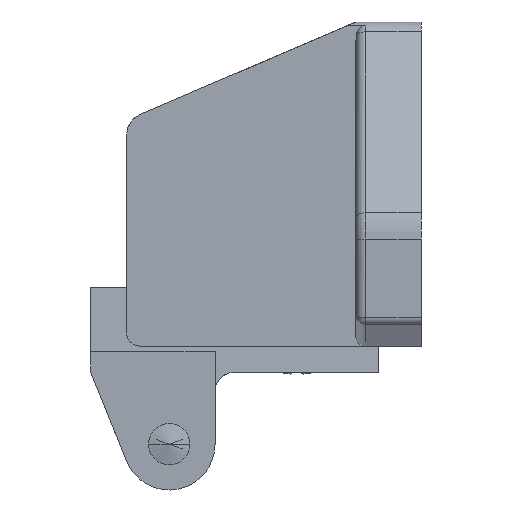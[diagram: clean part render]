
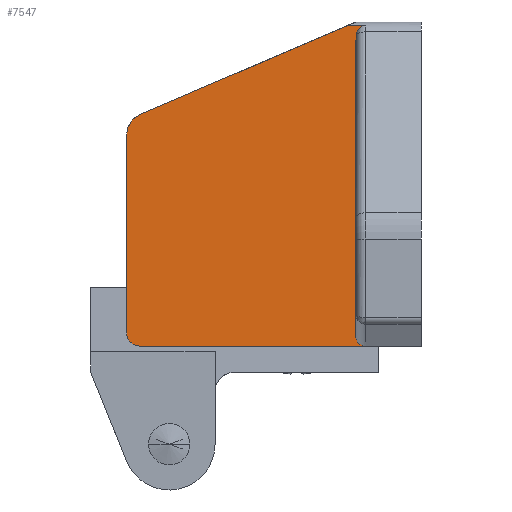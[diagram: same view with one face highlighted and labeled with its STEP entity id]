
A CAD part, left-side view. The second image highlights one B-rep face of the part: STEP entity #7547.
In plain terms, the highlighted planar face has unit normal (-1, 0, 0).
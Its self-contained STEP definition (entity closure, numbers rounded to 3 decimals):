
#1226 = ORIENTED_EDGE ( 'NONE', *, *, #9063, .F. ) ;
#1231 = ORIENTED_EDGE ( 'NONE', *, *, #9057, .F. ) ;
#1238 = ORIENTED_EDGE ( 'NONE', *, *, #9044, .T. ) ;
#1242 = ORIENTED_EDGE ( 'NONE', *, *, #9043, .T. ) ;
#1254 = ORIENTED_EDGE ( 'NONE', *, *, #7882, .T. ) ;
#1258 = ORIENTED_EDGE ( 'NONE', *, *, #9053, .T. ) ;
#1267 = ORIENTED_EDGE ( 'NONE', *, *, #9040, .T. ) ;
#1268 = ORIENTED_EDGE ( 'NONE', *, *, #9046, .F. ) ;
#1276 = ORIENTED_EDGE ( 'NONE', *, *, #7905, .T. ) ;
#1304 = ORIENTED_EDGE ( 'NONE', *, *, #7903, .T. ) ;
#1467 = CARTESIAN_POINT ( 'NONE',  ( -18., 45., -7.808 ) ) ;
#1498 = CARTESIAN_POINT ( 'NONE',  ( -18., 45., -38. ) ) ;
#1562 = CARTESIAN_POINT ( 'NONE',  ( -18., 10., -38.472 ) ) ;
#1582 = CARTESIAN_POINT ( 'NONE',  ( -18., 8.5, 8.953 ) ) ;
#1610 = CARTESIAN_POINT ( 'NONE',  ( -18., 11.276, 8.953 ) ) ;
#1626 = CARTESIAN_POINT ( 'NONE',  ( -18., 8.5, -40. ) ) ;
#1757 = CARTESIAN_POINT ( 'NONE',  ( -18., 43., -40. ) ) ;
#1780 = CARTESIAN_POINT ( 'NONE',  ( -18., 9.915, 7.503 ) ) ;
#1854 = CARTESIAN_POINT ( 'NONE',  ( -18., 10., 6.513 ) ) ;
#1871 = CARTESIAN_POINT ( 'NONE',  ( -18., 42.879, -4.591 ) ) ;
#2258 = AXIS2_PLACEMENT_3D ( 'NONE', #5475, #5479, #5480 ) ;
#2266 = AXIS2_PLACEMENT_3D ( 'NONE', #5458, #5468, #5469 ) ;
#2267 = VECTOR ( 'NONE', #5487, 1000. ) ;
#2294 = VECTOR ( 'NONE', #5530, 1000. ) ;
#2305 = VECTOR ( 'NONE', #5478, 1000. ) ;
#2390 = VECTOR ( 'NONE', #5547, 1000. ) ;
#2428 = PLANE ( 'NONE',  #7189 ) ;
#2429 = CARTESIAN_POINT ( 'NONE',  ( -18., 0., -40. ) ) ;
#2430 = DIRECTION ( 'NONE',  ( -1., 0., 0. ) ) ;
#2431 = DIRECTION ( 'NONE',  ( 0., 0., 1. ) ) ;
#3135 = CARTESIAN_POINT ( 'NONE',  ( -18., 10., 6.513 ) ) ;
#3136 = CARTESIAN_POINT ( 'NONE',  ( -18., 10., 6.851 ) ) ;
#3137 = CARTESIAN_POINT ( 'NONE',  ( -18., 9.971, 7.184 ) ) ;
#3138 = CARTESIAN_POINT ( 'NONE',  ( -18., 9.915, 7.503 ) ) ;
#3199 = CARTESIAN_POINT ( 'NONE',  ( -18., 8.5, -40. ) ) ;
#3200 = CARTESIAN_POINT ( 'NONE',  ( -18., 9.379, -40. ) ) ;
#3201 = CARTESIAN_POINT ( 'NONE',  ( -18., 10., -39.367 ) ) ;
#3202 = CARTESIAN_POINT ( 'NONE',  ( -18., 10., -38.472 ) ) ;
#3207 = LINE ( 'NONE', #3208, #4001 ) ;
#3208 = CARTESIAN_POINT ( 'NONE',  ( -18., 10., 8.953 ) ) ;
#3209 = DIRECTION ( 'NONE',  ( 0., 1., 0. ) ) ;
#3904 = CIRCLE ( 'NONE', #2266, 3.5 ) ;
#3906 = CIRCLE ( 'NONE', #2258, 2. ) ;
#4001 = VECTOR ( 'NONE', #3209, 1000. ) ;
#4196 = VERTEX_POINT ( 'NONE', #1467 ) ;
#4227 = VERTEX_POINT ( 'NONE', #1498 ) ;
#4445 = VERTEX_POINT ( 'NONE', #1562 ) ;
#4465 = VERTEX_POINT ( 'NONE', #1582 ) ;
#4493 = VERTEX_POINT ( 'NONE', #1610 ) ;
#4509 = VERTEX_POINT ( 'NONE', #1626 ) ;
#4640 = VERTEX_POINT ( 'NONE', #1757 ) ;
#4663 = VERTEX_POINT ( 'NONE', #1780 ) ;
#4737 = VERTEX_POINT ( 'NONE', #1854 ) ;
#4754 = VERTEX_POINT ( 'NONE', #1871 ) ;
#5458 = CARTESIAN_POINT ( 'NONE',  ( -18., 41.5, -7.808 ) ) ;
#5468 = DIRECTION ( 'NONE',  ( -1., 0., 0. ) ) ;
#5469 = DIRECTION ( 'NONE',  ( 0., 0., 1. ) ) ;
#5475 = CARTESIAN_POINT ( 'NONE',  ( -18., 43., -38. ) ) ;
#5476 = LINE ( 'NONE', #5477, #2305 ) ;
#5477 = CARTESIAN_POINT ( 'NONE',  ( -18., 10., -40. ) ) ;
#5478 = DIRECTION ( 'NONE',  ( 0., -1., 0. ) ) ;
#5479 = DIRECTION ( 'NONE',  ( -1., 0., 0. ) ) ;
#5480 = DIRECTION ( 'NONE',  ( 0., 0., 1. ) ) ;
#5485 = LINE ( 'NONE', #5486, #2267 ) ;
#5486 = CARTESIAN_POINT ( 'NONE',  ( -18., 45., -40. ) ) ;
#5487 = DIRECTION ( 'NONE',  ( 0., 0., 1. ) ) ;
#5499 = CARTESIAN_POINT ( 'NONE',  ( -18., 9.915, 7.503 ) ) ;
#5506 = CARTESIAN_POINT ( 'NONE',  ( -18., 9.883, 7.685 ) ) ;
#5507 = CARTESIAN_POINT ( 'NONE',  ( -18., 9.835, 7.862 ) ) ;
#5508 = CARTESIAN_POINT ( 'NONE',  ( -18., 9.693, 8.198 ) ) ;
#5509 = CARTESIAN_POINT ( 'NONE',  ( -18., 9.596, 8.36 ) ) ;
#5510 = CARTESIAN_POINT ( 'NONE',  ( -18., 9.352, 8.635 ) ) ;
#5511 = CARTESIAN_POINT ( 'NONE',  ( -18., 9.202, 8.752 ) ) ;
#5512 = CARTESIAN_POINT ( 'NONE',  ( -18., 8.953, 8.87 ) ) ;
#5513 = CARTESIAN_POINT ( 'NONE',  ( -18., 8.864, 8.901 ) ) ;
#5514 = CARTESIAN_POINT ( 'NONE',  ( -18., 8.684, 8.943 ) ) ;
#5515 = CARTESIAN_POINT ( 'NONE',  ( -18., 8.593, 8.953 ) ) ;
#5516 = CARTESIAN_POINT ( 'NONE',  ( -18., 8.5, 8.953 ) ) ;
#5528 = LINE ( 'NONE', #5529, #2294 ) ;
#5529 = CARTESIAN_POINT ( 'NONE',  ( -18., 10., 0. ) ) ;
#5530 = DIRECTION ( 'NONE',  ( 0., 0., -1. ) ) ;
#5545 = LINE ( 'NONE', #5546, #2390 ) ;
#5546 = CARTESIAN_POINT ( 'NONE',  ( -18., 19.474, 5.44 ) ) ;
#5547 = DIRECTION ( 'NONE',  ( 0., -0.919, 0.394 ) ) ;
#6647 = EDGE_LOOP ( 'NONE', ( #1231, #1254, #1258, #1276, #1226, #1267, #1268, #1238, #1242, #1304 ) ) ;
#6773 =( BOUNDED_CURVE ( )  B_SPLINE_CURVE ( 3, ( #3135, #3136, #3137, #3138 ),
 .UNSPECIFIED., .F., .F. ) 
 B_SPLINE_CURVE_WITH_KNOTS ( ( 4, 4 ),
 ( 4.712, 5.05 ),
 .UNSPECIFIED. ) 
 CURVE ( )  GEOMETRIC_REPRESENTATION_ITEM ( )  RATIONAL_B_SPLINE_CURVE ( ( 1., 0.991, 0.991, 1. ) ) 
 REPRESENTATION_ITEM ( '' )  );
#6774 =( BOUNDED_CURVE ( )  B_SPLINE_CURVE ( 3, ( #3199, #3200, #3201, #3202 ),
 .UNSPECIFIED., .F., .F. ) 
 B_SPLINE_CURVE_WITH_KNOTS ( ( 4, 4 ),
 ( 3.142, 4.712 ),
 .UNSPECIFIED. ) 
 CURVE ( )  GEOMETRIC_REPRESENTATION_ITEM ( )  RATIONAL_B_SPLINE_CURVE ( ( 1., 0.805, 0.805, 1. ) ) 
 REPRESENTATION_ITEM ( '' )  );
#6827 = B_SPLINE_CURVE_WITH_KNOTS ( 'NONE', 3,
 ( #5499, #5506, #5507, #5508, #5509, #5510, #5511, #5512, #5513, #5514, #5515, #5516 ),
 .UNSPECIFIED., .F., .F.,
 ( 4, 2, 2, 2, 2, 4 ),
 ( 0., 0.001, 0.001, 0.002, 0.002, 0.002 ),
 .UNSPECIFIED. ) ;
#7189 = AXIS2_PLACEMENT_3D ( 'NONE', #2429, #2430, #2431 ) ;
#7201 = FACE_OUTER_BOUND ( 'NONE', #6647, .T. ) ;
#7547 = ADVANCED_FACE ( 'NONE', ( #7201 ), #2428, .T. ) ;
#7882 = EDGE_CURVE ( 'NONE', #4737, #4663, #6773, .T. ) ;
#7903 = EDGE_CURVE ( 'NONE', #4509, #4445, #6774, .T. ) ;
#7905 = EDGE_CURVE ( 'NONE', #4465, #4493, #3207, .T. ) ;
#9040 = EDGE_CURVE ( 'NONE', #4754, #4196, #3904, .T. ) ;
#9043 = EDGE_CURVE ( 'NONE', #4640, #4509, #5476, .T. ) ;
#9044 = EDGE_CURVE ( 'NONE', #4227, #4640, #3906, .T. ) ;
#9046 = EDGE_CURVE ( 'NONE', #4227, #4196, #5485, .T. ) ;
#9053 = EDGE_CURVE ( 'NONE', #4663, #4465, #6827, .T. ) ;
#9057 = EDGE_CURVE ( 'NONE', #4737, #4445, #5528, .T. ) ;
#9063 = EDGE_CURVE ( 'NONE', #4754, #4493, #5545, .T. ) ;
